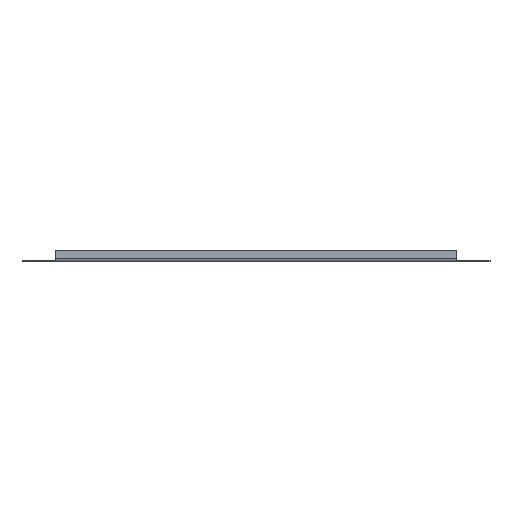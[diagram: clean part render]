
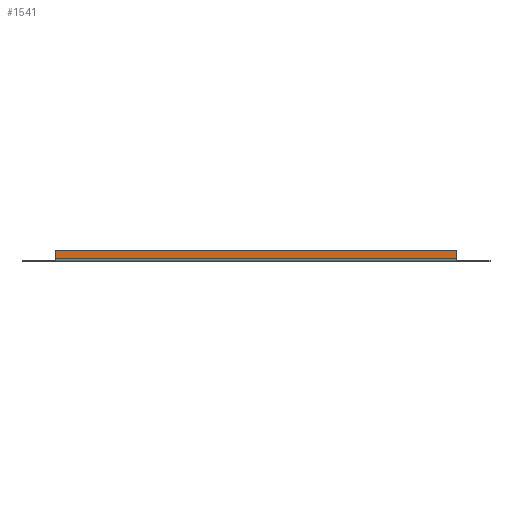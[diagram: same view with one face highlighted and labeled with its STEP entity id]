
A CAD part, front view. The second image highlights one B-rep face of the part: STEP entity #1541.
In plain terms, the highlighted planar face has unit normal (0, -1, 0).
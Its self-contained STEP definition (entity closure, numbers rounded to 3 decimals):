
#49 = CARTESIAN_POINT ( 'NONE',  ( -142.5, -99., 7. ) ) ;
#66 = EDGE_CURVE ( 'NONE', #1532, #505, #962, .T. ) ;
#117 = ORIENTED_EDGE ( 'NONE', *, *, #276, .F. ) ;
#236 = DIRECTION ( 'NONE',  ( 0., 0., -1. ) ) ;
#276 = EDGE_CURVE ( 'NONE', #421, #800, #635, .T. ) ;
#316 = VECTOR ( 'NONE', #1248, 1000. ) ;
#352 = CARTESIAN_POINT ( 'NONE',  ( -142.5, -99., 1. ) ) ;
#367 = CARTESIAN_POINT ( 'NONE',  ( 142.5, -99., 1. ) ) ;
#406 = DIRECTION ( 'NONE',  ( 0., 0., 1. ) ) ;
#413 = DIRECTION ( 'NONE',  ( -1., 0., 0. ) ) ;
#421 = VERTEX_POINT ( 'NONE', #352 ) ;
#433 = ORIENTED_EDGE ( 'NONE', *, *, #700, .F. ) ;
#505 = VERTEX_POINT ( 'NONE', #367 ) ;
#536 = DIRECTION ( 'NONE',  ( 0., 0., -1. ) ) ;
#562 = VECTOR ( 'NONE', #406, 1000. ) ;
#627 = PLANE ( 'NONE',  #1579 ) ;
#635 = LINE ( 'NONE', #49, #562 ) ;
#652 = LINE ( 'NONE', #1534, #917 ) ;
#700 = EDGE_CURVE ( 'NONE', #800, #1532, #1000, .T. ) ;
#731 = CARTESIAN_POINT ( 'NONE',  ( 142.5, -99., 7. ) ) ;
#800 = VERTEX_POINT ( 'NONE', #1304 ) ;
#843 = FACE_OUTER_BOUND ( 'NONE', #1221, .T. ) ;
#917 = VECTOR ( 'NONE', #413, 1000. ) ;
#923 = ORIENTED_EDGE ( 'NONE', *, *, #1569, .F. ) ;
#962 = LINE ( 'NONE', #1103, #1537 ) ;
#1000 = LINE ( 'NONE', #1504, #316 ) ;
#1103 = CARTESIAN_POINT ( 'NONE',  ( 142.5, -99., 0. ) ) ;
#1126 = DIRECTION ( 'NONE',  ( 0., 1., 0. ) ) ;
#1221 = EDGE_LOOP ( 'NONE', ( #923, #1580, #433, #117 ) ) ;
#1248 = DIRECTION ( 'NONE',  ( 1., 0., 0. ) ) ;
#1304 = CARTESIAN_POINT ( 'NONE',  ( -142.5, -99., 7. ) ) ;
#1342 = CARTESIAN_POINT ( 'NONE',  ( 0., -99., 0. ) ) ;
#1504 = CARTESIAN_POINT ( 'NONE',  ( 142.5, -99., 7. ) ) ;
#1532 = VERTEX_POINT ( 'NONE', #731 ) ;
#1534 = CARTESIAN_POINT ( 'NONE',  ( -142.5, -99., 1. ) ) ;
#1537 = VECTOR ( 'NONE', #236, 1000. ) ;
#1541 = ADVANCED_FACE ( 'NONE', ( #843 ), #627, .F. ) ;
#1569 = EDGE_CURVE ( 'NONE', #505, #421, #652, .T. ) ;
#1579 = AXIS2_PLACEMENT_3D ( 'NONE', #1342, #1126, #536 ) ;
#1580 = ORIENTED_EDGE ( 'NONE', *, *, #66, .F. ) ;
